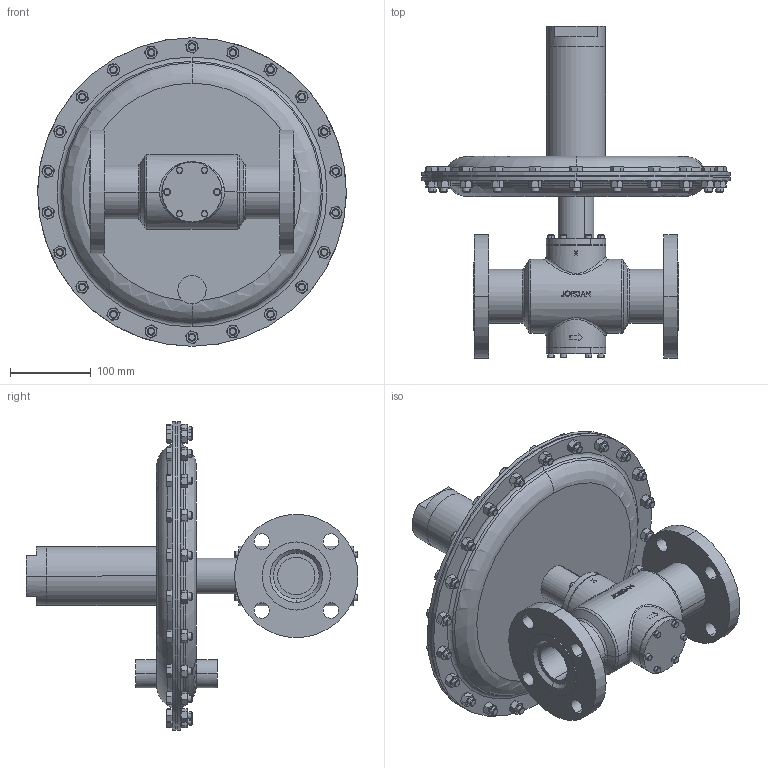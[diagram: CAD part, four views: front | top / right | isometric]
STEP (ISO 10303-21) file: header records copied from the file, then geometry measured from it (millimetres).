
FILE_DESCRIPTION (( 'STEP AP203' ), '1' );
FILE_NAME ('608DS-200-CS+6L-I5.STEP', '2017-09-07T13:20:27', ( '' ), ( '' ), 'SwSTEP 2.0', 'SolidWorks 2014', '' );
FILE_SCHEMA (( 'CONFIG_CONTROL_DESIGN' ));
Length unit declared in the file: inch
Products named in the file (1): 608DS-200-CS+6L-I5
Bounding box: 381 x 409.91 x 381 mm (x, y, z)
Volume: 6713407.1 mm3; surface area: 507377.7 mm2
Topology: 1 solids, 1 shells, 1086 faces, 2454 edges, 1472 vertices
Faces by surface type: cone 474, plane 405, cylinder 142, bspline 51, torus 14
Entity records: 42058 total; most frequent: CARTESIAN_POINT 19091, ORIENTED_EDGE 4908, DIRECTION 4432, EDGE_CURVE 2454, AXIS2_PLACEMENT_3D 1844, VERTEX_POINT 1472, EDGE_LOOP 1204, ADVANCED_FACE 1086
